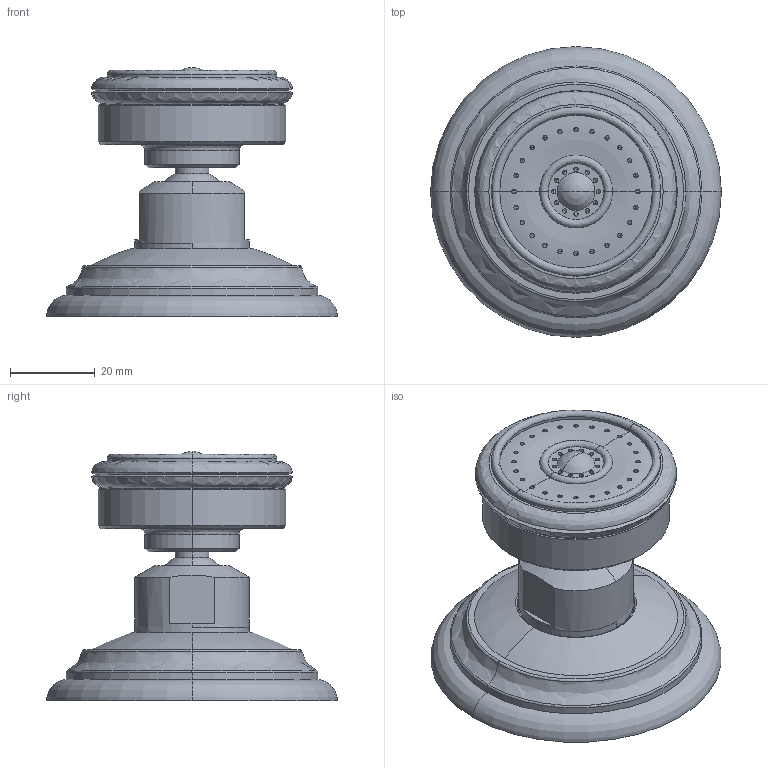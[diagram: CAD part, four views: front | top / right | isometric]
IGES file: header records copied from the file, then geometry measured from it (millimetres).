
Start section:  PTC IGES file: 217.igs
Global section: file name: 217.igs; native system: Creo Parametric by PTC Inc.; preprocessor: 2018400; author: jinson.thomas; organization: Unknown; date: 20210107.105203; units: inch
Bounding box: 68.48 x 68.48 x 58.65 mm (x, y, z)
Volume: 75455.3 mm3; surface area: 16923.1 mm2
Topology: 1 solids, 1 shells, 177 faces, 368 edges, 233 vertices
Faces by surface type: revolution 128, bspline 49
